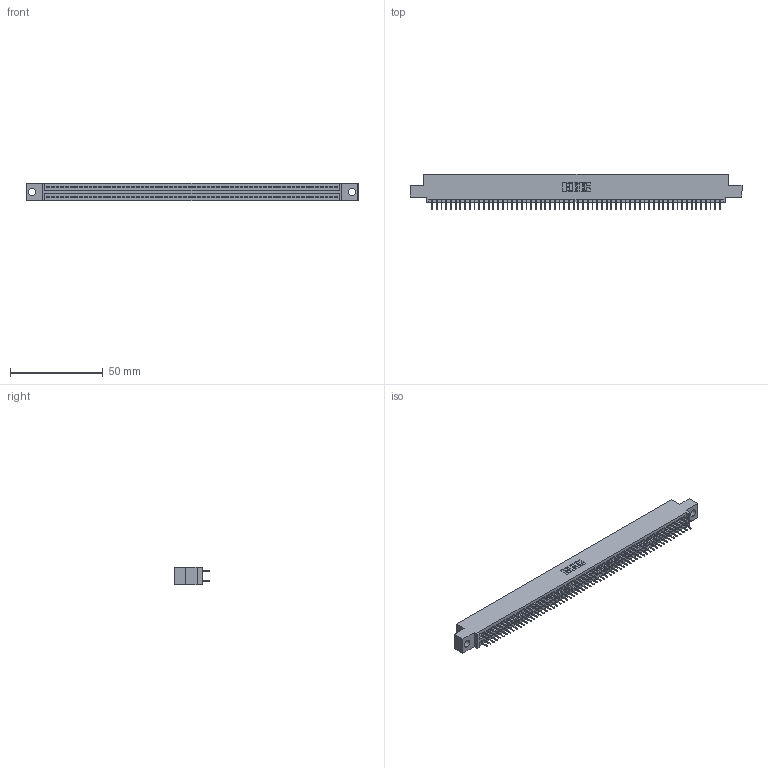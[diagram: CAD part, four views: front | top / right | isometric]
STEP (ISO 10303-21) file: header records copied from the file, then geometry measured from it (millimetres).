
FILE_DESCRIPTION (( 'STEP AP203' ), '1' );
FILE_NAME ('345-124-524-504.STEP', '2021-05-25T18:16:17', ( '' ), ( '' ), 'SwSTEP 2.0', 'SolidWorks 2020', '' );
FILE_SCHEMA (( 'CONFIG_CONTROL_DESIGN' ));
Length unit declared in the file: inch
Products named in the file (3): 345 Part_0.110 Offset - 0.156 Dia-TI; 345-124-524-504; 345-292-001_345-293-124
Assembly tree (125 placements, depth 2):
  345-124-524-504
    345 Part_0.110 Offset - 0.156 Dia-TI
    345-292-001_345-293-124  x124
Bounding box: 178.69 x 19.35 x 9.4 mm (x, y, z)
Volume: 17176.7 mm3; surface area: 25226.5 mm2
Topology: 125 solids, 125 shells, 6840 faces, 19361 edges, 12410 vertices
Faces by surface type: plane 4934, cylinder 1906
Entity records: 46579 total; most frequent: CARTESIAN_POINT 7794, ORIENTED_EDGE 7726, DIRECTION 6847, EDGE_CURVE 3863, VECTOR 3487, LINE 3487, VERTEX_POINT 2570, AXIS2_PLACEMENT_3D 1680
